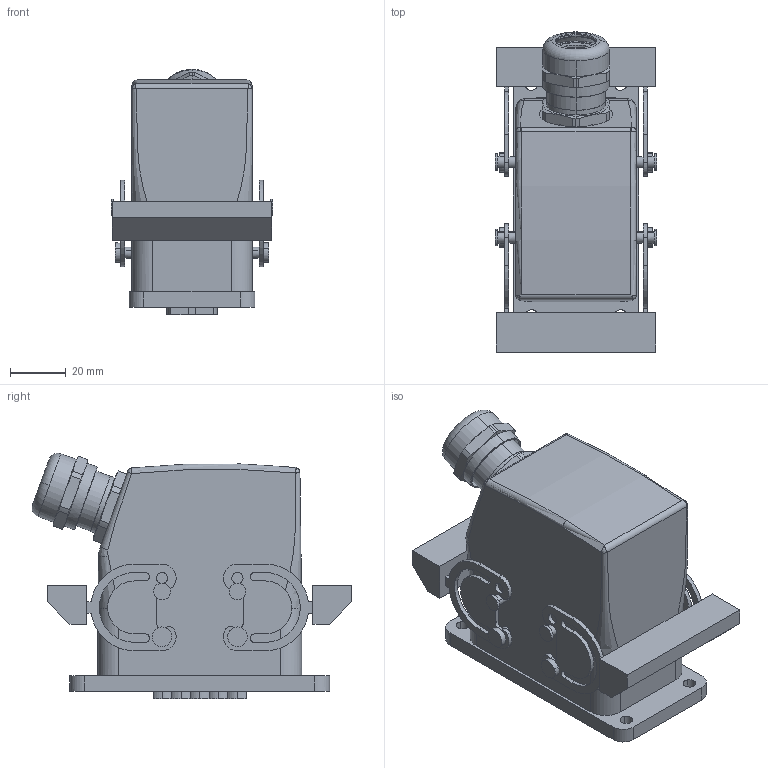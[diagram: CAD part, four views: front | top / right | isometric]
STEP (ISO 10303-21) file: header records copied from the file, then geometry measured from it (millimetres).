
FILE_DESCRIPTION(('CATIA V5 STEP Exchange','CAx-IF Rec.Pracs.--- Model Styling and Organization---1.4--- 2014-01-23'),'2;1');
FILE_NAME ('019335-1_2', '2019-11-25T15:02:25+00:00', ('none'), ('Weidmueller'), 'CATIA Version 5-6 Release 2016 SP3 HF44', 'CATIA V5 STEP AP214', 'none');
FILE_SCHEMA(('AUTOMOTIVE_DESIGN { 1 0 10303 214 1 1 1 1 }'));
Products named in the file (1): 1712510000
Bounding box: 58 x 114.58 x 87.92 mm (x, y, z)
Volume: 172098.2 mm3; surface area: 97046.6 mm2
Topology: 1 solids, 32 shells, 4447 faces, 12694 edges, 8348 vertices
Faces by surface type: plane 2524, cylinder 1087, cone 432, torus 307, bspline 47, extrusion 34, sphere 8, revolution 8
Entity records: 150565 total; most frequent: CARTESIAN_POINT 43608, ORIENTED_EDGE 25382, DIRECTION 16892, EDGE_CURVE 12691, VERTEX_POINT 8348, VECTOR 7846, LINE 7812, AXIS2_PLACEMENT_3D 6034
